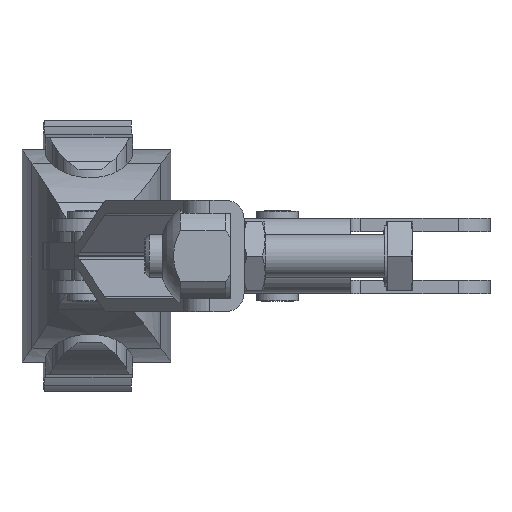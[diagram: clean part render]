
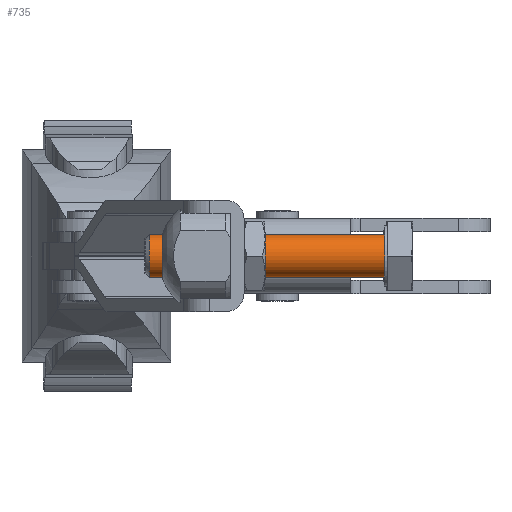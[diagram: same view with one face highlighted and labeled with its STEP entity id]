
A CAD part, left-side view. The second image highlights one B-rep face of the part: STEP entity #735.
In plain terms, the highlighted cylindrical face has radius 4 mm (diameter 8 mm), a full revolution.
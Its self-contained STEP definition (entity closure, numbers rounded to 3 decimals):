
#735 = ADVANCED_FACE( '', ( #1605, #1606 ), #1607, .T. );
#1605 = FACE_OUTER_BOUND( '', #2808, .T. );
#1606 = FACE_OUTER_BOUND( '', #2809, .T. );
#1607 = CYLINDRICAL_SURFACE( '', #2810, 4. );
#2808 = EDGE_LOOP( '', ( #4182 ) );
#2809 = EDGE_LOOP( '', ( #4183 ) );
#2810 = AXIS2_PLACEMENT_3D( '', #4184, #4185, #4186 );
#4182 = ORIENTED_EDGE( '', *, *, #7381, .F. );
#4183 = ORIENTED_EDGE( '', *, *, #7293, .T. );
#4184 = CARTESIAN_POINT( '', ( 0., 45., 0. ) );
#4185 = DIRECTION( '', ( 0., -1., 0. ) );
#4186 = DIRECTION( '', ( 0., 0., 1. ) );
#7293 = EDGE_CURVE( '', #8659, #8659, #8660, .T. );
#7381 = EDGE_CURVE( '', #8817, #8817, #8818, .T. );
#8659 = VERTEX_POINT( '', #10641 );
#8660 = CIRCLE( '', #10642, 4. );
#8817 = VERTEX_POINT( '', #10889 );
#8818 = CIRCLE( '', #10890, 4. );
#10641 = CARTESIAN_POINT( '', ( 0., 0., 4. ) );
#10642 = AXIS2_PLACEMENT_3D( '', #13740, #13741, #13742 );
#10889 = CARTESIAN_POINT( '', ( 0., 44.233, 4. ) );
#10890 = AXIS2_PLACEMENT_3D( '', #13860, #13861, #13862 );
#13740 = CARTESIAN_POINT( '', ( 0., 0., 0. ) );
#13741 = DIRECTION( '', ( 0., 1., 0. ) );
#13742 = DIRECTION( '', ( 0., 0., 1. ) );
#13860 = CARTESIAN_POINT( '', ( 0., 44.233, 0. ) );
#13861 = DIRECTION( '', ( 0., 1., 0. ) );
#13862 = DIRECTION( '', ( 0., 0., 1. ) );
